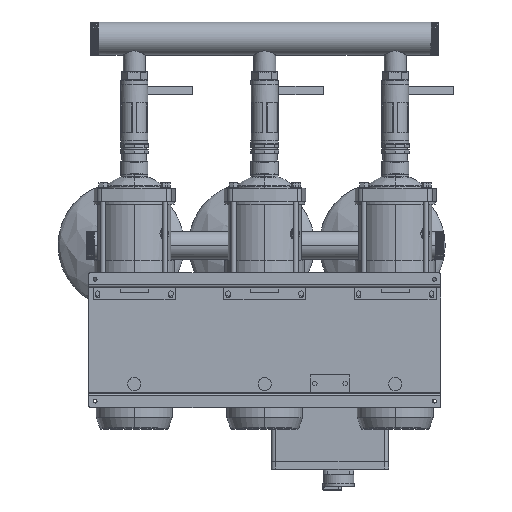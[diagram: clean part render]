
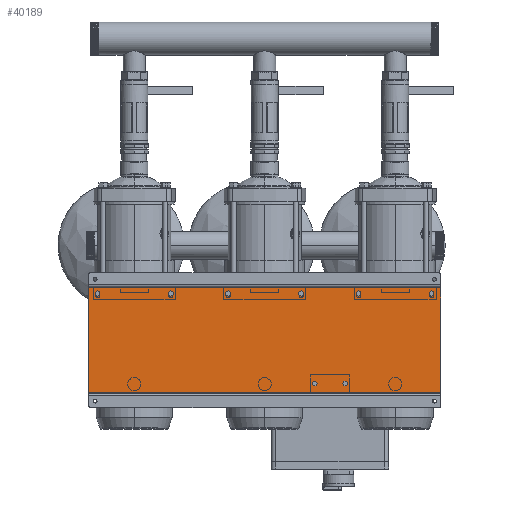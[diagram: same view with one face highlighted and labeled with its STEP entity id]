
A CAD part, front view. The second image highlights one B-rep face of the part: STEP entity #40189.
In plain terms, the highlighted planar face has unit normal (0, -1, 0).
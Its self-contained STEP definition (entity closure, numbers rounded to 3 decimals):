
#5371 = AXIS2_PLACEMENT_3D ( 'NONE', #115559, #72359, #125287 ) ;
#7483 = PLANE ( 'NONE',  #5371 ) ;
#7649 = CARTESIAN_POINT ( 'NONE',  ( 405., 52., -120. ) ) ;
#8253 = LINE ( 'NONE', #50804, #116202 ) ;
#8391 = CARTESIAN_POINT ( 'NONE',  ( 405., 52., 120. ) ) ;
#10322 = VERTEX_POINT ( 'NONE', #54711 ) ;
#18703 = VERTEX_POINT ( 'NONE', #37456 ) ;
#22645 = VECTOR ( 'NONE', #85510, 1000. ) ;
#33356 = CARTESIAN_POINT ( 'NONE',  ( -405., 52., -120. ) ) ;
#34701 = VERTEX_POINT ( 'NONE', #7649 ) ;
#37456 = CARTESIAN_POINT ( 'NONE',  ( -405., 52., -120. ) ) ;
#40189 = ADVANCED_FACE ( 'NONE', ( #113488 ), #7483, .F. ) ;
#45170 = LINE ( 'NONE', #33356, #78808 ) ;
#50804 = CARTESIAN_POINT ( 'NONE',  ( 405., 52., 120. ) ) ;
#54711 = CARTESIAN_POINT ( 'NONE',  ( -405., 52., 120. ) ) ;
#57770 = EDGE_CURVE ( 'NONE', #83234, #34701, #137022, .T. ) ;
#62341 = LINE ( 'NONE', #116636, #129871 ) ;
#72359 = DIRECTION ( 'NONE',  ( 0., 1., 0. ) ) ;
#78808 = VECTOR ( 'NONE', #107292, 1000. ) ;
#80193 = DIRECTION ( 'NONE',  ( -1., 0., 0. ) ) ;
#83234 = VERTEX_POINT ( 'NONE', #8391 ) ;
#83498 = CARTESIAN_POINT ( 'NONE',  ( 405., 52., 120. ) ) ;
#84160 = EDGE_CURVE ( 'NONE', #34701, #18703, #62341, .T. ) ;
#85510 = DIRECTION ( 'NONE',  ( 0., 0., -1. ) ) ;
#104750 = ORIENTED_EDGE ( 'NONE', *, *, #84160, .F. ) ;
#107030 = EDGE_CURVE ( 'NONE', #83234, #10322, #8253, .T. ) ;
#107292 = DIRECTION ( 'NONE',  ( 0., 0., -1. ) ) ;
#113488 = FACE_OUTER_BOUND ( 'NONE', #115752, .T. ) ;
#114352 = ORIENTED_EDGE ( 'NONE', *, *, #57770, .F. ) ;
#114382 = EDGE_CURVE ( 'NONE', #10322, #18703, #45170, .T. ) ;
#114911 = ORIENTED_EDGE ( 'NONE', *, *, #107030, .T. ) ;
#115559 = CARTESIAN_POINT ( 'NONE',  ( 405., 52., -120. ) ) ;
#115752 = EDGE_LOOP ( 'NONE', ( #127130, #104750, #114352, #114911 ) ) ;
#116202 = VECTOR ( 'NONE', #80193, 1000. ) ;
#116636 = CARTESIAN_POINT ( 'NONE',  ( 405., 52., -120. ) ) ;
#125287 = DIRECTION ( 'NONE',  ( 0., 0., 1. ) ) ;
#127130 = ORIENTED_EDGE ( 'NONE', *, *, #114382, .T. ) ;
#129871 = VECTOR ( 'NONE', #134756, 1000. ) ;
#134756 = DIRECTION ( 'NONE',  ( -1., 0., 0. ) ) ;
#137022 = LINE ( 'NONE', #83498, #22645 ) ;
